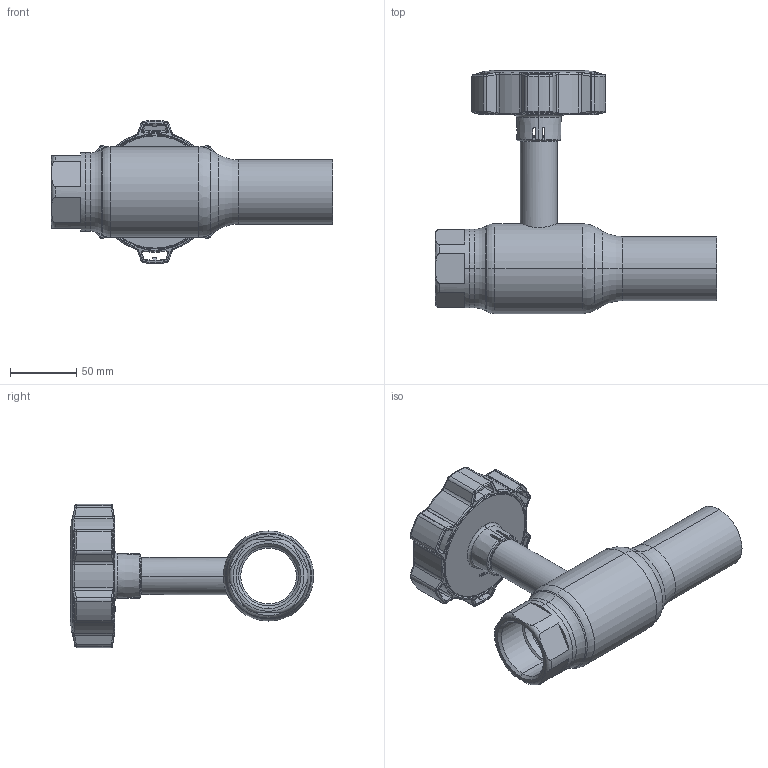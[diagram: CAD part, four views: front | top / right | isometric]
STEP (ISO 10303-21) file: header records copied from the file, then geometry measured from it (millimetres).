
FILE_DESCRIPTION (( 'STEP AP214' ), '1' );
FILE_NAME ('1040003601-2201.step', '2023-09-14T10:15:39', ( '' ), ( '' ), 'SwSTEP 2.0', 'SolidWorks 2021', '' );
FILE_SCHEMA (( 'AUTOMOTIVE_DESIGN' ));
Length unit declared in the file: millimetre
Products named in the file (1): 1040003601-2201
Bounding box: 212 x 183.45 x 107.98 mm (x, y, z)
Surface area: 105645.6 mm2 (no closed solid volume)
Topology: 0 solids, 8 shells, 514 faces, 1479 edges, 936 vertices
Faces by surface type: bspline 155, cylinder 121, plane 114, torus 71, cone 47, sphere 6
Entity records: 30659 total; most frequent: CARTESIAN_POINT 13041, ORIENTED_EDGE 2621, DIRECTION 2129, EDGE_CURVE 1479, VERTEX_POINT 936, AXIS2_PLACEMENT_3D 828, EDGE_LOOP 542, UNCERTAINTY_MEASURE_WITH_UNIT 516
